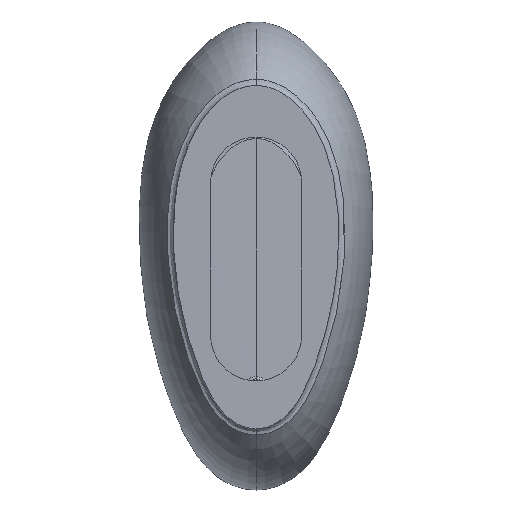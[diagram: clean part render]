
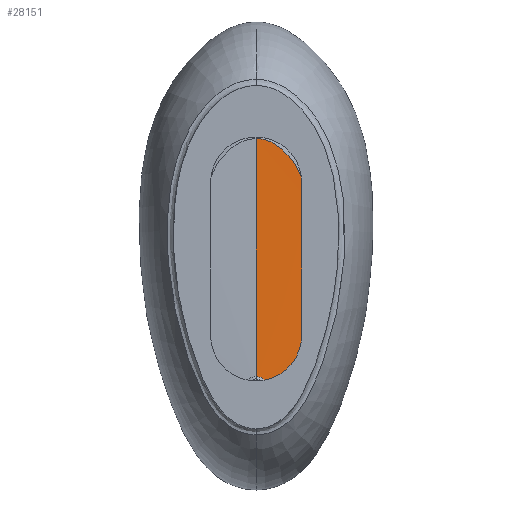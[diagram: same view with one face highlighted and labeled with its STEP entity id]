
A CAD part, front view. The second image highlights one B-rep face of the part: STEP entity #28151.
In plain terms, the highlighted conical face has half-angle 88.5 degrees and reference radius 525.803 mm.
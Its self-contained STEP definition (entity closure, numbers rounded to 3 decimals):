
#5316=CARTESIAN_POINT('',(-0.009,193.322,
-809.745));
#5317=CARTESIAN_POINT('',(3.37,193.322,-809.745));
#5318=CARTESIAN_POINT('',(10.135,193.323,-809.512));
#5319=CARTESIAN_POINT('',(20.234,193.327,-808.463));
#5320=CARTESIAN_POINT('',(30.233,193.333,-806.721));
#5321=CARTESIAN_POINT('',(40.11,193.341,-804.299));
#5322=CARTESIAN_POINT('',(49.833,193.353,-801.223));
#5323=CARTESIAN_POINT('',(59.365,193.369,-797.527));
#5324=CARTESIAN_POINT('',(68.69,193.39,-793.253));
#5325=CARTESIAN_POINT('',(80.836,193.425,-786.833));
#5326=CARTESIAN_POINT('',(95.418,193.485,-777.59));
#5327=CARTESIAN_POINT('',(111.723,193.586,-764.861));
#5328=CARTESIAN_POINT('',(126.653,193.709,-750.542));
#5329=CARTESIAN_POINT('',(140.149,193.854,-734.804));
#5330=CARTESIAN_POINT('',(152.212,194.021,-717.847));
#5331=CARTESIAN_POINT('',(162.909,194.212,-699.89));
#5332=CARTESIAN_POINT('',(172.354,194.429,-681.135));
#5333=CARTESIAN_POINT('',(183.46,194.753,-655.303));
#5334=CARTESIAN_POINT('',(192.629,195.13,-628.535));
#5335=CARTESIAN_POINT('',(200.447,195.559,-601.212));
#5336=CARTESIAN_POINT('',(207.539,196.02,-573.626));
#5337=CARTESIAN_POINT('',(215.235,196.65,-538.807));
#5338=CARTESIAN_POINT('',(225.321,197.741,-482.629));
#5339=CARTESIAN_POINT('',(232.35,198.923,-425.907));
#5340=CARTESIAN_POINT('',(236.988,200.159,-368.897));
#5341=CARTESIAN_POINT('',(239.442,201.11,-326.033));
#5342=CARTESIAN_POINT('',(241.,202.079,-283.11));
#5343=CARTESIAN_POINT('',(241.95,203.391,-225.849));
#5344=CARTESIAN_POINT('',(241.19,204.724,-168.595));
#5345=CARTESIAN_POINT('',(238.418,206.066,-111.46));
#5346=CARTESIAN_POINT('',(235.231,207.074,-68.701));
#5347=CARTESIAN_POINT('',(230.796,208.081,-26.092));
#5348=CARTESIAN_POINT('',(224.939,209.084,16.304));
#5349=CARTESIAN_POINT('',(218.721,209.914,51.394));
#5350=CARTESIAN_POINT('',(212.841,210.572,79.243));
#5351=CARTESIAN_POINT('',(207.938,211.062,99.991));
#5352=CARTESIAN_POINT('',(202.465,211.547,120.55));
#5353=CARTESIAN_POINT('',(196.302,212.025,140.847));
#5354=CARTESIAN_POINT('',(189.339,212.493,160.811));
#5355=CARTESIAN_POINT('',(181.465,212.949,180.36));
#5356=CARTESIAN_POINT('',(172.554,213.39,199.383));
#5357=CARTESIAN_POINT('',(162.517,213.814,217.756));
#5358=CARTESIAN_POINT('',(151.271,214.218,235.339));
#5359=CARTESIAN_POINT('',(138.774,214.598,251.997));
#5360=CARTESIAN_POINT('',(127.313,214.893,264.997));
#5361=CARTESIAN_POINT('',(117.545,215.116,274.829));
#5362=CARTESIAN_POINT('',(109.922,215.277,281.911));
#5363=CARTESIAN_POINT('',(102.038,215.431,288.686));
#5364=CARTESIAN_POINT('',(93.914,215.576,295.098));
#5365=CARTESIAN_POINT('',(85.541,215.712,301.081));
#5366=CARTESIAN_POINT('',(76.9,215.838,306.597));
#5367=CARTESIAN_POINT('',(68.001,215.951,311.592));
#5368=CARTESIAN_POINT('',(58.85,216.051,316.009));
#5369=CARTESIAN_POINT('',(49.456,216.137,319.812));
#5370=CARTESIAN_POINT('',(39.838,216.209,322.973));
#5371=CARTESIAN_POINT('',(30.068,216.264,325.437));
#5372=CARTESIAN_POINT('',(20.128,216.304,327.193));
#5373=CARTESIAN_POINT('',(10.081,216.327,328.246));
#5374=CARTESIAN_POINT('',(3.356,216.333,328.482));
#5375=CARTESIAN_POINT('',(0.,216.333,
328.482));
#5377=DIRECTION('',(0.,-0.026,1.));
#5378=VECTOR('',#5377,86.649);
#5379=CARTESIAN_POINT('',(-0.005,193.322,
-809.744));
#5380=LINE('',#5379,#5378);
#5381=CARTESIAN_POINT('',(0.,191.054,-680.));
#5382=DIRECTION('',(0.,-1.,0.));
#5383=DIRECTION('',(0.,0.,-1.));
#5384=AXIS2_PLACEMENT_3D('',#5381,#5382,#5383);
#5386=CARTESIAN_POINT('',(0.,191.054,-680.));
#5387=DIRECTION('',(0.,-1.,0.));
#5388=DIRECTION('',(0.003,0.,-1.));
#5389=AXIS2_PLACEMENT_3D('',#5386,#5387,#5388);
#5391=DIRECTION('',(0.,0.026,1.));
#5392=VECTOR('',#5391,965.688);
#5393=CARTESIAN_POINT('',(0.,191.054,
-636.875));
#5394=LINE('',#5393,#5392);
#5786=CARTESIAN_POINT('',(0.,191.054,
-723.125));
#5788=VERTEX_POINT('',#5786);
#5794=CARTESIAN_POINT('',(0.,191.054,
-636.875));
#5795=VERTEX_POINT('',#5794);
#5809=VERTEX_POINT('',#5316);
#5810=VERTEX_POINT('',#5375);
#5821=CARTESIAN_POINT('',(0.126,191.054,
-723.125));
#5822=VERTEX_POINT('',#5821);
#28137=CARTESIAN_POINT('',(0.,203.693,-680.));
#28138=DIRECTION('',(0.,1.,0.));
#28139=DIRECTION('',(0.,0.,-1.));
#28140=AXIS2_PLACEMENT_3D('',#28137,#28138,#28139);
#28141=CONICAL_SURFACE('',#28140,525.804,88.5);
#28142=ORIENTED_EDGE('',*,*,#25013,.F.);
#28143=ORIENTED_EDGE('',*,*,#28130,.T.);
#28145=ORIENTED_EDGE('',*,*,#28144,.T.);
#28147=ORIENTED_EDGE('',*,*,#28146,.T.);
#28148=ORIENTED_EDGE('',*,*,#28124,.T.);
#28149=EDGE_LOOP('',(#28142,#28143,#28145,#28147,#28148));
#28150=FACE_OUTER_BOUND('',#28149,.F.);
#5376=B_SPLINE_CURVE_WITH_KNOTS('',3,(#5316,#5317,#5318,#5319,#5320,#5321,#5322,
#5323,#5324,#5325,#5326,#5327,#5328,#5329,#5330,#5331,#5332,#5333,#5334,#5335,
#5336,#5337,#5338,#5339,#5340,#5341,#5342,#5343,#5344,#5345,#5346,#5347,#5348,
#5349,#5350,#5351,#5352,#5353,#5354,#5355,#5356,#5357,#5358,#5359,#5360,#5361,
#5362,#5363,#5364,#5365,#5366,#5367,#5368,#5369,#5370,#5371,#5372,#5373,#5374,
#5375),.UNSPECIFIED.,.F.,.F.,(4,1,1,1,1,1,1,1,1,1,1,1,1,1,1,1,1,1,1,1,1,1,1,1,1,
1,1,1,1,1,1,1,1,1,1,1,1,1,1,1,1,1,1,1,1,1,1,1,1,1,1,1,1,1,1,1,1,4),(0.,
0.008,0.016,0.023,0.031,
0.039,0.047,0.055,0.063,
0.078,0.094,0.109,0.125,
0.141,0.156,0.172,0.188,
0.219,0.234,0.25,0.281,
0.313,0.375,0.406,0.438,
0.469,0.5,0.563,0.594,
0.625,0.656,0.688,0.719,
0.734,0.75,0.766,0.781,
0.797,0.813,0.828,0.844,
0.859,0.875,0.891,0.898,
0.906,0.914,0.922,0.93,
0.938,0.945,0.953,0.961,
0.969,0.977,0.984,0.992,1.),
.UNSPECIFIED.);
#5385=CIRCLE('',#5384,43.125);
#5390=CIRCLE('',#5389,43.125);
#25013=EDGE_CURVE('',#5809,#5810,#5376,.T.);
#28124=EDGE_CURVE('',#5795,#5810,#5394,.T.);
#28130=EDGE_CURVE('',#5809,#5788,#5380,.T.);
#28144=EDGE_CURVE('',#5788,#5822,#5385,.T.);
#28146=EDGE_CURVE('',#5822,#5795,#5390,.T.);
#28151=ADVANCED_FACE('',(#28150),#28141,.T.);
